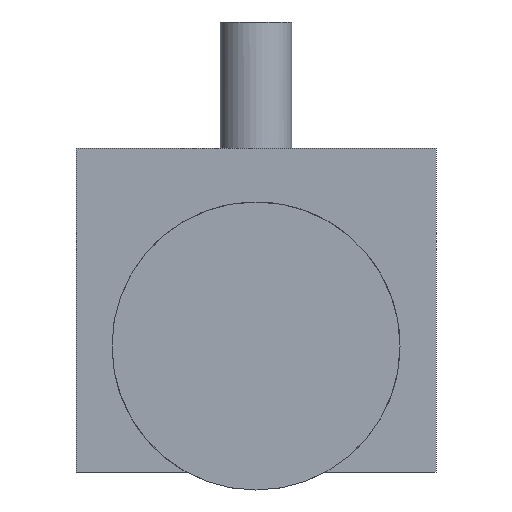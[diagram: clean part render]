
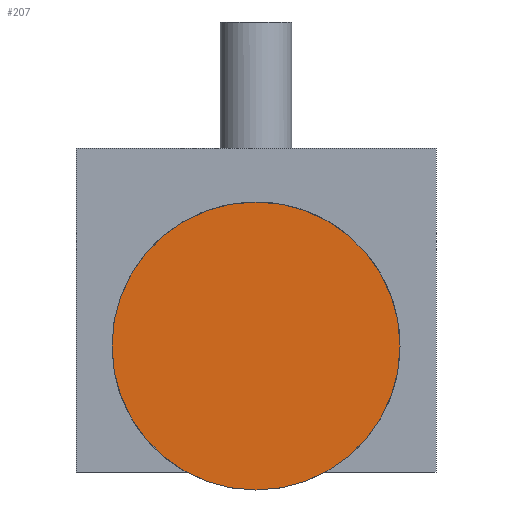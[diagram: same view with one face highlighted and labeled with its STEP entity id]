
A CAD part, front view. The second image highlights one B-rep face of the part: STEP entity #207.
In plain terms, the highlighted planar face has unit normal (0, -1, 0).
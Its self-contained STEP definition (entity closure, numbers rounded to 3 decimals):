
#16=PLANE('',#247);
#28=FACE_OUTER_BOUND('',#41,.T.);
#41=EDGE_LOOP('',(#154));
#94=CIRCLE('',#243,16.);
#102=VERTEX_POINT('',#329);
#120=EDGE_CURVE('',#102,#102,#94,.T.);
#154=ORIENTED_EDGE('',*,*,#120,.T.);
#207=ADVANCED_FACE('',(#28),#16,.T.);
#243=AXIS2_PLACEMENT_3D('',#330,#267,#268);
#247=AXIS2_PLACEMENT_3D('',#338,#276,#277);
#267=DIRECTION('center_axis',(0.,-1.,0.));
#268=DIRECTION('ref_axis',(1.,0.,0.));
#276=DIRECTION('center_axis',(0.,-1.,0.));
#277=DIRECTION('ref_axis',(0.,0.,-1.));
#329=CARTESIAN_POINT('',(-16.,-86.,14.));
#330=CARTESIAN_POINT('Origin',(0.,-86.,14.));
#338=CARTESIAN_POINT('Origin',(0.,-86.,14.));
